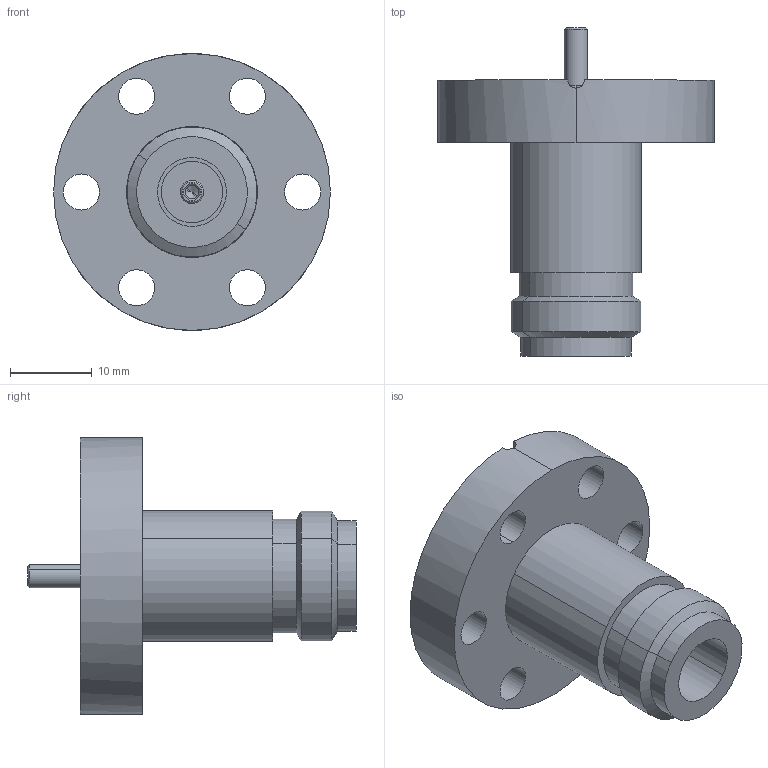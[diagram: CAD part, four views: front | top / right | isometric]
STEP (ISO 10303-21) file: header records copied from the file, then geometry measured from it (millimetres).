
FILE_DESCRIPTION (( 'STEP AP214' ), '1' );
FILE_NAME ('242-N50-C16.step', '2025-02-18T20:48:44', ( '' ), ( '' ), 'SwSTEP 2.0', 'SolidWorks 2022', '' );
FILE_SCHEMA (( 'AUTOMOTIVE_DESIGN' ));
Length unit declared in the file: millimetre
Products named in the file (7): 9242-N50-CER; 9242-N50-HSG; 242-N50; 9242-N50-PIN; 242-N50-C16; 9242-N50; 419-CF16-WX2_419-CF16-WX2
Assembly tree (6 placements, depth 4):
  242-N50-C16
    419-CF16-WX2_419-CF16-WX2
    242-N50
      9242-N50
        9242-N50-HSG
        9242-N50-CER
        9242-N50-PIN
Bounding box: 33.8 x 40.1 x 33.8 mm (x, y, z)
Volume: 7713.9 mm3; surface area: 7247.6 mm2
Topology: 4 solids, 4 shells, 80 faces, 180 edges, 110 vertices
Faces by surface type: cylinder 46, cone 20, plane 14
Entity records: 2566 total; most frequent: DIRECTION 450, CARTESIAN_POINT 449, ORIENTED_EDGE 352, AXIS2_PLACEMENT_3D 191, EDGE_CURVE 176, VERTEX_POINT 110, EDGE_LOOP 104, CIRCLE 100
